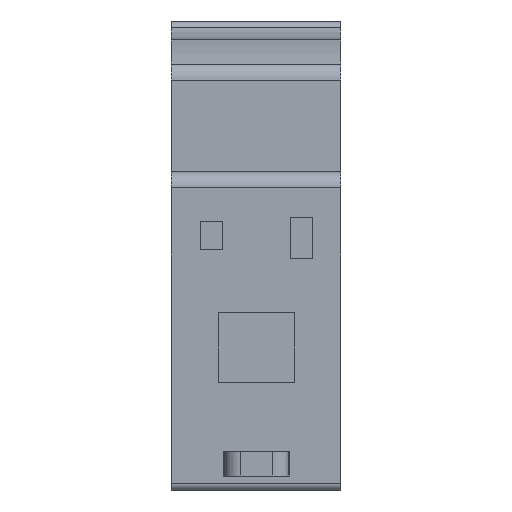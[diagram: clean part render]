
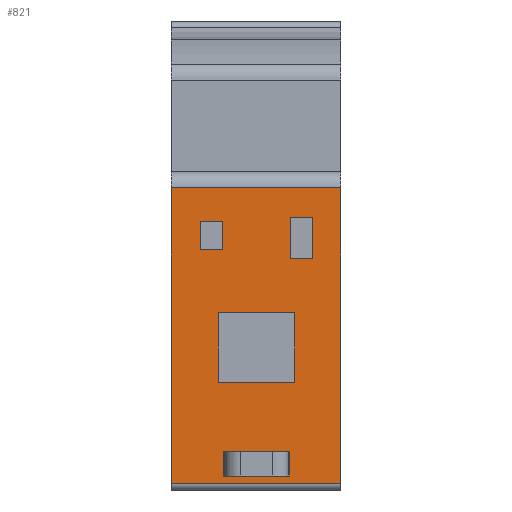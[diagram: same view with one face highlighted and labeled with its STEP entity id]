
A CAD part, front view. The second image highlights one B-rep face of the part: STEP entity #821.
In plain terms, the highlighted planar face has unit normal (0, -1, 0).
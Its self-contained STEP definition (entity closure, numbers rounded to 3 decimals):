
#686=AXIS2_PLACEMENT_3D('Plane Axis2P3D',#683,#684,#685) ;
#76=CARTESIAN_POINT('Line Origine',(-8.076,-45.,-59.9)) ;
#80=CARTESIAN_POINT('Vertex',(-8.076,-45.,-61.8)) ;
#82=CARTESIAN_POINT('Vertex',(-8.076,-45.,-58.)) ;
#107=CARTESIAN_POINT('Line Origine',(-13.273,-45.,-58.)) ;
#111=CARTESIAN_POINT('Vertex',(-18.469,-45.,-58.)) ;
#182=CARTESIAN_POINT('Vertex',(-18.469,-45.,-61.8)) ;
#185=CARTESIAN_POINT('Line Origine',(-13.273,-45.,-61.8)) ;
#221=CARTESIAN_POINT('Line Origine',(-18.469,-45.,-59.9)) ;
#652=CARTESIAN_POINT('Vertex',(-26.7,-45.,-63.)) ;
#668=CARTESIAN_POINT('Vertex',(0.,-45.,-63.)) ;
#671=CARTESIAN_POINT('Line Origine',(-13.35,-45.,-63.)) ;
#683=CARTESIAN_POINT('Axis2P3D Location',(0.,-45.,-16.5)) ;
#688=CARTESIAN_POINT('Line Origine',(-26.7,-45.,-39.75)) ;
#692=CARTESIAN_POINT('Vertex',(-26.7,-45.,-16.5)) ;
#695=CARTESIAN_POINT('Line Origine',(0.,-45.,-39.75)) ;
#699=CARTESIAN_POINT('Vertex',(0.,-45.,-16.5)) ;
#702=CARTESIAN_POINT('Line Origine',(-13.35,-45.,-16.5)) ;
#719=CARTESIAN_POINT('Line Origine',(-6.2,-45.,-21.1)) ;
#723=CARTESIAN_POINT('Vertex',(-7.95,-45.,-21.1)) ;
#725=CARTESIAN_POINT('Vertex',(-4.45,-45.,-21.1)) ;
#728=CARTESIAN_POINT('Line Origine',(-4.45,-45.,-24.35)) ;
#732=CARTESIAN_POINT('Vertex',(-4.45,-45.,-27.6)) ;
#735=CARTESIAN_POINT('Line Origine',(-6.2,-45.,-27.6)) ;
#739=CARTESIAN_POINT('Vertex',(-7.95,-45.,-27.6)) ;
#742=CARTESIAN_POINT('Line Origine',(-7.95,-45.,-24.35)) ;
#753=CARTESIAN_POINT('Line Origine',(-20.3,-45.,-21.75)) ;
#757=CARTESIAN_POINT('Vertex',(-22.05,-45.,-21.75)) ;
#759=CARTESIAN_POINT('Vertex',(-18.55,-45.,-21.75)) ;
#762=CARTESIAN_POINT('Line Origine',(-18.55,-45.,-24.)) ;
#766=CARTESIAN_POINT('Vertex',(-18.55,-45.,-26.25)) ;
#769=CARTESIAN_POINT('Line Origine',(-20.3,-45.,-26.25)) ;
#773=CARTESIAN_POINT('Vertex',(-22.05,-45.,-26.25)) ;
#776=CARTESIAN_POINT('Line Origine',(-22.05,-45.,-24.)) ;
#787=CARTESIAN_POINT('Line Origine',(-19.25,-45.,-41.6)) ;
#791=CARTESIAN_POINT('Vertex',(-19.25,-45.,-47.1)) ;
#793=CARTESIAN_POINT('Vertex',(-19.25,-45.,-36.1)) ;
#796=CARTESIAN_POINT('Line Origine',(-13.25,-45.,-36.1)) ;
#800=CARTESIAN_POINT('Vertex',(-7.25,-45.,-36.1)) ;
#803=CARTESIAN_POINT('Line Origine',(-7.25,-45.,-41.6)) ;
#807=CARTESIAN_POINT('Vertex',(-7.25,-45.,-47.1)) ;
#810=CARTESIAN_POINT('Line Origine',(-13.25,-45.,-47.1)) ;
#77=DIRECTION('Vector Direction',(0.,0.,1.)) ;
#108=DIRECTION('Vector Direction',(1.,0.,0.)) ;
#186=DIRECTION('Vector Direction',(1.,0.,0.)) ;
#222=DIRECTION('Vector Direction',(0.,0.,1.)) ;
#672=DIRECTION('Vector Direction',(1.,0.,0.)) ;
#684=DIRECTION('Axis2P3D Direction',(0.,1.,0.)) ;
#685=DIRECTION('Axis2P3D XDirection',(0.,0.,-1.)) ;
#689=DIRECTION('Vector Direction',(0.,0.,-1.)) ;
#696=DIRECTION('Vector Direction',(0.,0.,-1.)) ;
#703=DIRECTION('Vector Direction',(-1.,0.,0.)) ;
#720=DIRECTION('Vector Direction',(-1.,0.,0.)) ;
#729=DIRECTION('Vector Direction',(0.,0.,1.)) ;
#736=DIRECTION('Vector Direction',(1.,0.,0.)) ;
#743=DIRECTION('Vector Direction',(0.,0.,-1.)) ;
#754=DIRECTION('Vector Direction',(1.,0.,0.)) ;
#763=DIRECTION('Vector Direction',(0.,0.,-1.)) ;
#770=DIRECTION('Vector Direction',(-1.,0.,0.)) ;
#777=DIRECTION('Vector Direction',(0.,0.,1.)) ;
#788=DIRECTION('Vector Direction',(0.,0.,-1.)) ;
#797=DIRECTION('Vector Direction',(1.,0.,0.)) ;
#804=DIRECTION('Vector Direction',(0.,0.,-1.)) ;
#811=DIRECTION('Vector Direction',(1.,0.,0.)) ;
#78=VECTOR('Line Direction',#77,1.) ;
#109=VECTOR('Line Direction',#108,1.) ;
#187=VECTOR('Line Direction',#186,1.) ;
#223=VECTOR('Line Direction',#222,1.) ;
#673=VECTOR('Line Direction',#672,1.) ;
#690=VECTOR('Line Direction',#689,1.) ;
#697=VECTOR('Line Direction',#696,1.) ;
#704=VECTOR('Line Direction',#703,1.) ;
#721=VECTOR('Line Direction',#720,1.) ;
#730=VECTOR('Line Direction',#729,1.) ;
#737=VECTOR('Line Direction',#736,1.) ;
#744=VECTOR('Line Direction',#743,1.) ;
#755=VECTOR('Line Direction',#754,1.) ;
#764=VECTOR('Line Direction',#763,1.) ;
#771=VECTOR('Line Direction',#770,1.) ;
#778=VECTOR('Line Direction',#777,1.) ;
#789=VECTOR('Line Direction',#788,1.) ;
#798=VECTOR('Line Direction',#797,1.) ;
#805=VECTOR('Line Direction',#804,1.) ;
#812=VECTOR('Line Direction',#811,1.) ;
#708=ORIENTED_EDGE('',*,*,#694,.T.) ;
#709=ORIENTED_EDGE('',*,*,#675,.F.) ;
#710=ORIENTED_EDGE('',*,*,#701,.F.) ;
#711=ORIENTED_EDGE('',*,*,#706,.T.) ;
#714=ORIENTED_EDGE('',*,*,#113,.T.) ;
#715=ORIENTED_EDGE('',*,*,#84,.F.) ;
#716=ORIENTED_EDGE('',*,*,#189,.F.) ;
#717=ORIENTED_EDGE('',*,*,#225,.T.) ;
#748=ORIENTED_EDGE('',*,*,#727,.T.) ;
#749=ORIENTED_EDGE('',*,*,#734,.T.) ;
#750=ORIENTED_EDGE('',*,*,#741,.T.) ;
#751=ORIENTED_EDGE('',*,*,#746,.T.) ;
#782=ORIENTED_EDGE('',*,*,#761,.T.) ;
#783=ORIENTED_EDGE('',*,*,#768,.T.) ;
#784=ORIENTED_EDGE('',*,*,#775,.T.) ;
#785=ORIENTED_EDGE('',*,*,#780,.T.) ;
#816=ORIENTED_EDGE('',*,*,#795,.T.) ;
#817=ORIENTED_EDGE('',*,*,#802,.T.) ;
#818=ORIENTED_EDGE('',*,*,#809,.T.) ;
#819=ORIENTED_EDGE('',*,*,#814,.T.) ;
#718=FACE_BOUND('',#713,.T.) ;
#752=FACE_BOUND('',#747,.T.) ;
#786=FACE_BOUND('',#781,.T.) ;
#820=FACE_BOUND('',#815,.T.) ;
#821=ADVANCED_FACE('PartBody',(#712,#718,#752,#786,#820),#687,.F.) ;
#84=EDGE_CURVE('',#81,#83,#79,.T.) ;
#113=EDGE_CURVE('',#112,#83,#110,.T.) ;
#189=EDGE_CURVE('',#183,#81,#188,.T.) ;
#225=EDGE_CURVE('',#183,#112,#224,.T.) ;
#675=EDGE_CURVE('',#669,#653,#674,.F.) ;
#694=EDGE_CURVE('',#693,#653,#691,.T.) ;
#701=EDGE_CURVE('',#700,#669,#698,.T.) ;
#706=EDGE_CURVE('',#700,#693,#705,.T.) ;
#727=EDGE_CURVE('',#724,#726,#722,.F.) ;
#734=EDGE_CURVE('',#726,#733,#731,.F.) ;
#741=EDGE_CURVE('',#733,#740,#738,.F.) ;
#746=EDGE_CURVE('',#740,#724,#745,.F.) ;
#761=EDGE_CURVE('',#758,#760,#756,.T.) ;
#768=EDGE_CURVE('',#760,#767,#765,.T.) ;
#775=EDGE_CURVE('',#767,#774,#772,.T.) ;
#780=EDGE_CURVE('',#774,#758,#779,.T.) ;
#795=EDGE_CURVE('',#792,#794,#790,.F.) ;
#802=EDGE_CURVE('',#794,#801,#799,.T.) ;
#809=EDGE_CURVE('',#801,#808,#806,.T.) ;
#814=EDGE_CURVE('',#808,#792,#813,.F.) ;
#707=EDGE_LOOP('',(#708,#709,#710,#711)) ;
#713=EDGE_LOOP('',(#714,#715,#716,#717)) ;
#747=EDGE_LOOP('',(#748,#749,#750,#751)) ;
#781=EDGE_LOOP('',(#782,#783,#784,#785)) ;
#815=EDGE_LOOP('',(#816,#817,#818,#819)) ;
#712=FACE_OUTER_BOUND('',#707,.T.) ;
#79=LINE('Line',#76,#78) ;
#110=LINE('Line',#107,#109) ;
#188=LINE('Line',#185,#187) ;
#224=LINE('Line',#221,#223) ;
#674=LINE('Line',#671,#673) ;
#691=LINE('Line',#688,#690) ;
#698=LINE('Line',#695,#697) ;
#705=LINE('Line',#702,#704) ;
#722=LINE('Line',#719,#721) ;
#731=LINE('Line',#728,#730) ;
#738=LINE('Line',#735,#737) ;
#745=LINE('Line',#742,#744) ;
#756=LINE('Line',#753,#755) ;
#765=LINE('Line',#762,#764) ;
#772=LINE('Line',#769,#771) ;
#779=LINE('Line',#776,#778) ;
#790=LINE('Line',#787,#789) ;
#799=LINE('Line',#796,#798) ;
#806=LINE('Line',#803,#805) ;
#813=LINE('Line',#810,#812) ;
#687=PLANE('',#686) ;
#81=VERTEX_POINT('',#80) ;
#83=VERTEX_POINT('',#82) ;
#112=VERTEX_POINT('',#111) ;
#183=VERTEX_POINT('',#182) ;
#653=VERTEX_POINT('',#652) ;
#669=VERTEX_POINT('',#668) ;
#693=VERTEX_POINT('',#692) ;
#700=VERTEX_POINT('',#699) ;
#724=VERTEX_POINT('',#723) ;
#726=VERTEX_POINT('',#725) ;
#733=VERTEX_POINT('',#732) ;
#740=VERTEX_POINT('',#739) ;
#758=VERTEX_POINT('',#757) ;
#760=VERTEX_POINT('',#759) ;
#767=VERTEX_POINT('',#766) ;
#774=VERTEX_POINT('',#773) ;
#792=VERTEX_POINT('',#791) ;
#794=VERTEX_POINT('',#793) ;
#801=VERTEX_POINT('',#800) ;
#808=VERTEX_POINT('',#807) ;
